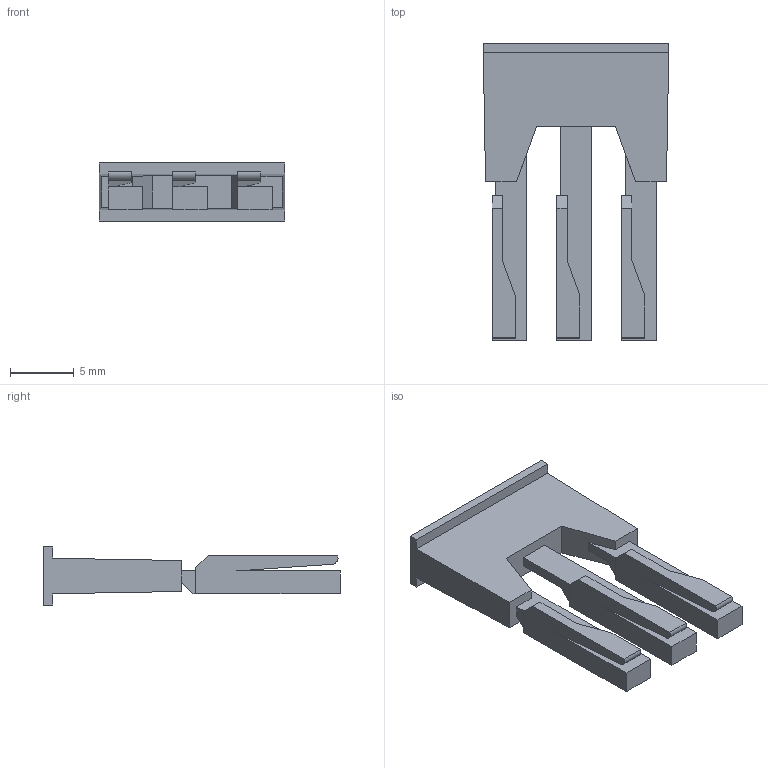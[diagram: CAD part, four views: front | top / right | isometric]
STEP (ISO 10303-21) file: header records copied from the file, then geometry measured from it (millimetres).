
FILE_DESCRIPTION(/* description */ (''),/* implementation_level */ '2;1');
FILE_NAME(/* name */ '3711_ZQI_25_3.stp',/* time_stamp */ '2021-01-21T11:57:30+01:00',/* author */ (''),/* organization */ (''),/* preprocessor_version */ 'ST-DEVELOPER v16.7',/* originating_system */ 'SIEMENS PLM Software NX 12.0',/* authorisation */ '');
FILE_SCHEMA (('AUTOMOTIVE_DESIGN { 1 0 10303 214 3 1 1 1 }'));
Length unit declared in the file: millimetre
Products named in the file (1): 3711_ZQI_25_3
Bounding box: 14.62 x 23.33 x 4.57 mm (x, y, z)
Volume: 558.8 mm3; surface area: 991 mm2
Topology: 1 solids, 1 shells, 70 faces, 208 edges, 142 vertices
Faces by surface type: plane 64, cylinder 6
Entity records: 2720 total; most frequent: CARTESIAN_POINT 457, ORIENTED_EDGE 416, DIRECTION 344, EDGE_CURVE 208, LINE 190, VECTOR 190, VERTEX_POINT 142, AXIS2_PLACEMENT_3D 77
